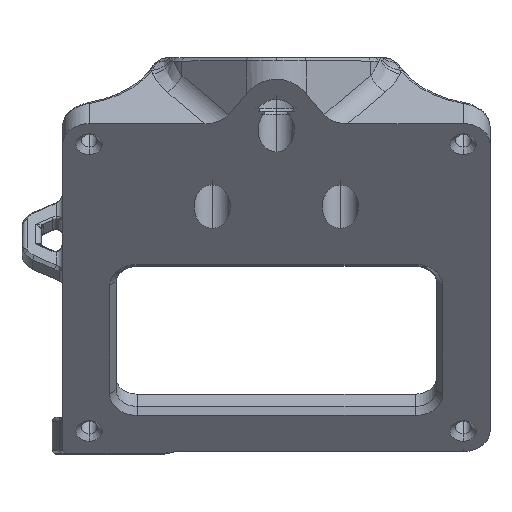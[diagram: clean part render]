
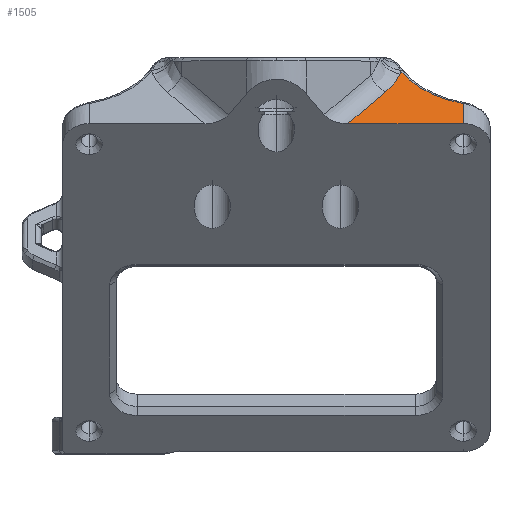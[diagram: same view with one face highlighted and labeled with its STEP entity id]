
A CAD part, top view. The second image highlights one B-rep face of the part: STEP entity #1505.
In plain terms, the highlighted planar face has unit normal (0, 0.766, 0.643).
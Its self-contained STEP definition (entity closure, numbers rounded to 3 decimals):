
#24 = DIRECTION ( 'NONE',  ( 0., 0.766, 0.643 ) ) ;
#46 = LINE ( 'NONE', #1523, #14391 ) ;
#130 = EDGE_CURVE ( 'NONE', #928, #5855, #16198, .T. ) ;
#540 = ORIENTED_EDGE ( 'NONE', *, *, #13250, .F. ) ;
#579 = VERTEX_POINT ( 'NONE', #1327 ) ;
#928 = VERTEX_POINT ( 'NONE', #6964 ) ;
#1327 = CARTESIAN_POINT ( 'NONE',  ( 3.555, 45.468, 40.483 ) ) ;
#1420 = ORIENTED_EDGE ( 'NONE', *, *, #5779, .F. ) ;
#1491 = DIRECTION ( 'NONE',  ( 0., -0.643, 0.766 ) ) ;
#1505 = ADVANCED_FACE ( 'NONE', ( #6668 ), #9292, .T. ) ;
#1523 = CARTESIAN_POINT ( 'NONE',  ( 8.637, 49.177, 36.063 ) ) ;
#1774 = AXIS2_PLACEMENT_3D ( 'NONE', #4060, #10361, #3721 ) ;
#2630 = VERTEX_POINT ( 'NONE', #2973 ) ;
#2747 = CARTESIAN_POINT ( 'NONE',  ( 3.252, 44.846, 41.224 ) ) ;
#2874 = EDGE_CURVE ( 'NONE', #579, #2630, #8153, .T. ) ;
#2973 = CARTESIAN_POINT ( 'NONE',  ( 3.661, 45.756, 40.14 ) ) ;
#3206 =( BOUNDED_CURVE ( )  B_SPLINE_CURVE ( 3, ( #9408, #14749, #2747, #8093 ),
 .UNSPECIFIED., .F., .T. ) 
 B_SPLINE_CURVE_WITH_KNOTS ( ( 4, 4 ),
 ( 3.927, 4.325 ),
 .UNSPECIFIED. ) 
 CURVE ( )  GEOMETRIC_REPRESENTATION_ITEM ( )  RATIONAL_B_SPLINE_CURVE ( ( 1., 0.987, 0.987, 1. ) ) 
 REPRESENTATION_ITEM ( '' )  );
#3721 = DIRECTION ( 'NONE',  ( 0., 0.643, -0.766 ) ) ;
#4060 = CARTESIAN_POINT ( 'NONE',  ( 12., 48.544, 36.817 ) ) ;
#4186 = LINE ( 'NONE', #5670, #14127 ) ;
#4214 = ORIENTED_EDGE ( 'NONE', *, *, #4638, .F. ) ;
#4552 = CIRCLE ( 'NONE', #1774, 9.4 ) ;
#4638 = EDGE_CURVE ( 'NONE', #10308, #579, #3206, .T. ) ;
#4754 = ORIENTED_EDGE ( 'NONE', *, *, #130, .T. ) ;
#5067 = CARTESIAN_POINT ( 'NONE',  ( 3.661, 45.756, 40.14 ) ) ;
#5184 = ORIENTED_EDGE ( 'NONE', *, *, #14098, .F. ) ;
#5337 = DIRECTION ( 'NONE',  ( 0., 0.643, -0.766 ) ) ;
#5670 = CARTESIAN_POINT ( 'NONE',  ( 9.5, 48.752, 36.57 ) ) ;
#5779 = EDGE_CURVE ( 'NONE', #2630, #13963, #4552, .T. ) ;
#5855 = VERTEX_POINT ( 'NONE', #6605 ) ;
#6601 = DIRECTION ( 'NONE',  ( 0.608, 0.51, -0.608 ) ) ;
#6605 = CARTESIAN_POINT ( 'NONE',  ( 9.5, 40.831, 46.01 ) ) ;
#6668 = FACE_OUTER_BOUND ( 'NONE', #11906, .T. ) ;
#6925 = CARTESIAN_POINT ( 'NONE',  ( 9.5, 40.831, 46.01 ) ) ;
#6964 = CARTESIAN_POINT ( 'NONE',  ( -1.31, 40.831, 46.01 ) ) ;
#7705 = CARTESIAN_POINT ( 'NONE',  ( 3.636, 45.658, 40.256 ) ) ;
#8093 = CARTESIAN_POINT ( 'NONE',  ( 3.555, 45.468, 40.483 ) ) ;
#8153 = B_SPLINE_CURVE_WITH_KNOTS ( 'NONE', 3,
 ( #12864, #15577, #7705, #5067 ),
 .UNSPECIFIED., .F., .F.,
 ( 4, 4 ),
 ( 0., 0. ),
 .UNSPECIFIED. ) ;
#9292 = PLANE ( 'NONE',  #11733 ) ;
#9408 = CARTESIAN_POINT ( 'NONE',  ( 2.243, 43.812, 42.457 ) ) ;
#9632 = DIRECTION ( 'NONE',  ( 1., 0., 0. ) ) ;
#10308 = VERTEX_POINT ( 'NONE', #15719 ) ;
#10361 = DIRECTION ( 'NONE',  ( 0., 0.766, 0.643 ) ) ;
#11733 = AXIS2_PLACEMENT_3D ( 'NONE', #13489, #24, #5337 ) ;
#11825 = CARTESIAN_POINT ( 'NONE',  ( 9.5, 42.719, 43.759 ) ) ;
#11906 = EDGE_LOOP ( 'NONE', ( #15682, #4214, #540, #4754, #5184, #1420 ) ) ;
#12864 = CARTESIAN_POINT ( 'NONE',  ( 3.555, 45.468, 40.483 ) ) ;
#13250 = EDGE_CURVE ( 'NONE', #928, #10308, #46, .T. ) ;
#13489 = CARTESIAN_POINT ( 'NONE',  ( 9.5, 48.752, 36.57 ) ) ;
#13963 = VERTEX_POINT ( 'NONE', #11825 ) ;
#14098 = EDGE_CURVE ( 'NONE', #13963, #5855, #4186, .T. ) ;
#14127 = VECTOR ( 'NONE', #1491, 1000. ) ;
#14391 = VECTOR ( 'NONE', #6601, 1000. ) ;
#14749 = CARTESIAN_POINT ( 'NONE',  ( 2.809, 44.287, 41.891 ) ) ;
#15577 = CARTESIAN_POINT ( 'NONE',  ( 3.6, 45.562, 40.371 ) ) ;
#15682 = ORIENTED_EDGE ( 'NONE', *, *, #2874, .F. ) ;
#15719 = CARTESIAN_POINT ( 'NONE',  ( 2.243, 43.812, 42.457 ) ) ;
#15945 = VECTOR ( 'NONE', #9632, 1000. ) ;
#16198 = LINE ( 'NONE', #6925, #15945 ) ;
